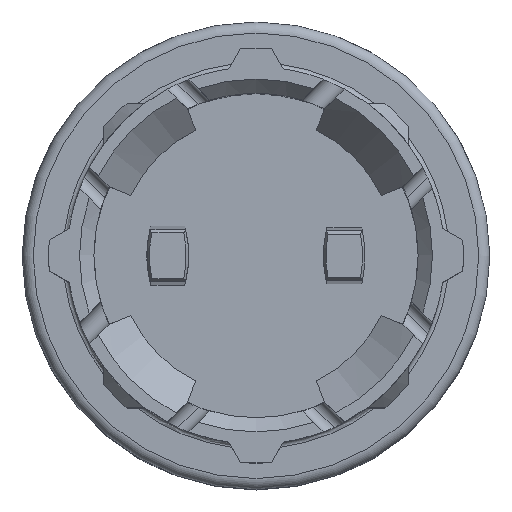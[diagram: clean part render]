
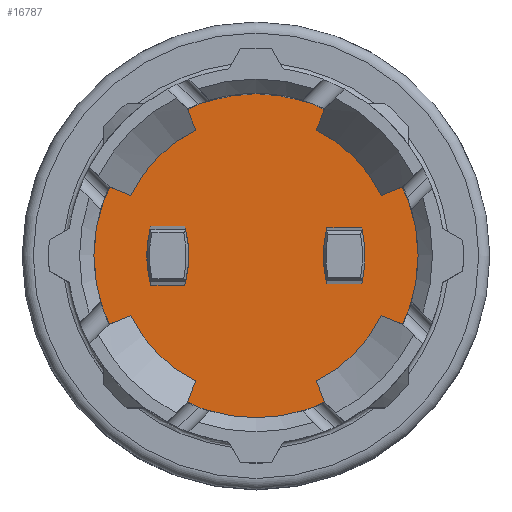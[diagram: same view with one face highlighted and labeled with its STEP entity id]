
A CAD part, top view. The second image highlights one B-rep face of the part: STEP entity #16787.
In plain terms, the highlighted planar face has unit normal (0, 0, 1).
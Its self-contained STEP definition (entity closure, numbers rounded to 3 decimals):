
#272=FACE_BOUND('',#1944,.T.);
#273=FACE_BOUND('',#1945,.T.);
#321=PLANE('',#17718);
#1042=FACE_OUTER_BOUND('',#1943,.T.);
#1943=EDGE_LOOP('',(#11560));
#1944=EDGE_LOOP('',(#11561,#11562,#11563,#11564));
#1945=EDGE_LOOP('',(#11565,#11566,#11567,#11568));
#2896=CIRCLE('',#17719,7.35);
#2897=CIRCLE('',#17720,5.05);
#2898=CIRCLE('',#17721,5.05);
#2899=CIRCLE('',#17722,5.05);
#2900=CIRCLE('',#17723,5.05);
#3201=LINE('',#23461,#5258);
#3202=LINE('',#23465,#5259);
#3203=LINE('',#23469,#5260);
#3204=LINE('',#23473,#5261);
#5258=VECTOR('',#18959,10.);
#5259=VECTOR('',#18962,10.);
#5260=VECTOR('',#18965,10.);
#5261=VECTOR('',#18968,10.);
#7320=VERTEX_POINT('',#23457);
#7321=VERTEX_POINT('',#23459);
#7322=VERTEX_POINT('',#23460);
#7323=VERTEX_POINT('',#23462);
#7324=VERTEX_POINT('',#23464);
#7325=VERTEX_POINT('',#23467);
#7326=VERTEX_POINT('',#23468);
#7327=VERTEX_POINT('',#23470);
#7328=VERTEX_POINT('',#23472);
#9002=EDGE_CURVE('',#7320,#7320,#2896,.T.);
#9003=EDGE_CURVE('',#7321,#7322,#3201,.T.);
#9004=EDGE_CURVE('',#7323,#7321,#2897,.T.);
#9005=EDGE_CURVE('',#7324,#7323,#3202,.T.);
#9006=EDGE_CURVE('',#7322,#7324,#2898,.T.);
#9007=EDGE_CURVE('',#7325,#7326,#3203,.T.);
#9008=EDGE_CURVE('',#7327,#7325,#2899,.T.);
#9009=EDGE_CURVE('',#7328,#7327,#3204,.T.);
#9010=EDGE_CURVE('',#7326,#7328,#2900,.T.);
#11560=ORIENTED_EDGE('',*,*,#9002,.F.);
#11561=ORIENTED_EDGE('',*,*,#9003,.F.);
#11562=ORIENTED_EDGE('',*,*,#9004,.F.);
#11563=ORIENTED_EDGE('',*,*,#9005,.F.);
#11564=ORIENTED_EDGE('',*,*,#9006,.F.);
#11565=ORIENTED_EDGE('',*,*,#9007,.F.);
#11566=ORIENTED_EDGE('',*,*,#9008,.F.);
#11567=ORIENTED_EDGE('',*,*,#9009,.F.);
#11568=ORIENTED_EDGE('',*,*,#9010,.F.);
#16787=ADVANCED_FACE('',(#1042,#272,#273),#321,.F.);
#17718=AXIS2_PLACEMENT_3D('',#23456,#18955,#18956);
#17719=AXIS2_PLACEMENT_3D('',#23458,#18957,#18958);
#17720=AXIS2_PLACEMENT_3D('',#23463,#18960,#18961);
#17721=AXIS2_PLACEMENT_3D('',#23466,#18963,#18964);
#17722=AXIS2_PLACEMENT_3D('',#23471,#18966,#18967);
#17723=AXIS2_PLACEMENT_3D('',#23474,#18969,#18970);
#18955=DIRECTION('center_axis',(0.,0.,
-1.));
#18956=DIRECTION('ref_axis',(-1.,0.,0.));
#18957=DIRECTION('center_axis',(0.,0.,
-1.));
#18958=DIRECTION('ref_axis',(0.,-1.,0.));
#18959=DIRECTION('',(-1.,0.,0.));
#18960=DIRECTION('center_axis',(0.,0.,
1.));
#18961=DIRECTION('ref_axis',(0.964,-0.267,0.));
#18962=DIRECTION('',(1.,0.,0.));
#18963=DIRECTION('center_axis',(0.,0.,
1.));
#18964=DIRECTION('ref_axis',(-0.964,0.267,0.));
#18965=DIRECTION('',(1.,0.,0.));
#18966=DIRECTION('center_axis',(0.,0.,
1.));
#18967=DIRECTION('ref_axis',(0.964,-0.267,0.));
#18968=DIRECTION('',(-1.,0.,0.));
#18969=DIRECTION('center_axis',(0.,0.,
1.));
#18970=DIRECTION('ref_axis',(-0.964,0.267,0.));
#23456=CARTESIAN_POINT('Origin',(0.,0.,
10.45));
#23457=CARTESIAN_POINT('',(0.,7.35,10.45));
#23458=CARTESIAN_POINT('Origin',(0.,0.,
10.45));
#23459=CARTESIAN_POINT('',(4.787,1.271,10.45));
#23460=CARTESIAN_POINT('',(3.213,1.271,10.45));
#23461=CARTESIAN_POINT('',(2.383,1.271,10.45));
#23462=CARTESIAN_POINT('',(4.787,-1.271,10.45));
#23463=CARTESIAN_POINT('Origin',(-0.1,0.,
10.45));
#23464=CARTESIAN_POINT('',(3.213,-1.271,10.45));
#23465=CARTESIAN_POINT('',(1.617,-1.271,10.45));
#23466=CARTESIAN_POINT('Origin',(8.1,0.,
10.45));
#23467=CARTESIAN_POINT('',(-4.769,-1.341,10.45));
#23468=CARTESIAN_POINT('',(-3.231,-1.341,10.45));
#23469=CARTESIAN_POINT('',(-2.383,-1.341,10.45));
#23470=CARTESIAN_POINT('',(-4.769,1.341,10.45));
#23471=CARTESIAN_POINT('Origin',(0.1,0.,
10.45));
#23472=CARTESIAN_POINT('',(-3.231,1.341,10.45));
#23473=CARTESIAN_POINT('',(-1.617,1.341,10.45));
#23474=CARTESIAN_POINT('Origin',(-8.1,0.,10.45));
